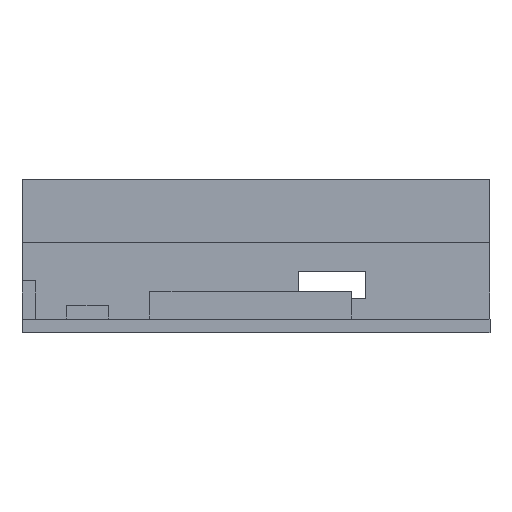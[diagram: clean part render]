
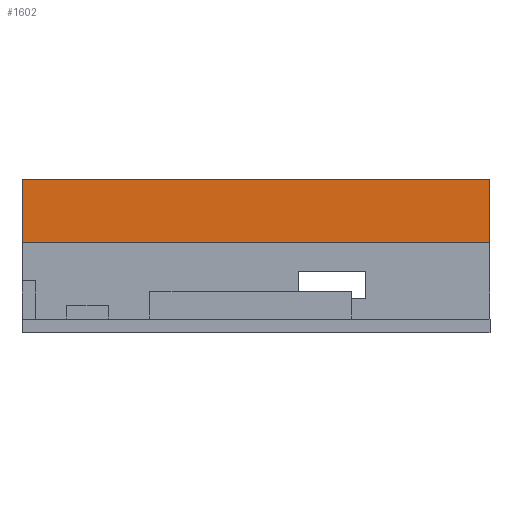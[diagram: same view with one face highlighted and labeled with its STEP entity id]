
A CAD part, front view. The second image highlights one B-rep face of the part: STEP entity #1602.
In plain terms, the highlighted planar face has unit normal (0, -1, 0).
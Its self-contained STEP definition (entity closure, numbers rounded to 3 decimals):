
#77 = VERTEX_POINT ( 'NONE', #179 ) ;
#97 = VERTEX_POINT ( 'NONE', #167 ) ;
#167 = CARTESIAN_POINT ( 'NONE',  ( 67.5, 0.5, 22.2 ) ) ;
#176 = LINE ( 'NONE', #1002, #1347 ) ;
#179 = CARTESIAN_POINT ( 'NONE',  ( 0., 0.5, 22.2 ) ) ;
#232 = CARTESIAN_POINT ( 'NONE',  ( 0., 0.5, 13. ) ) ;
#345 = DIRECTION ( 'NONE',  ( 0., 0., 1. ) ) ;
#546 = DIRECTION ( 'NONE',  ( -1., 0., 0. ) ) ;
#591 = EDGE_CURVE ( 'NONE', #2095, #1525, #176, .T. ) ;
#746 = ORIENTED_EDGE ( 'NONE', *, *, #1593, .T. ) ;
#840 = EDGE_CURVE ( 'NONE', #1525, #77, #970, .T. ) ;
#889 = CARTESIAN_POINT ( 'NONE',  ( 67.5, 0.5, 13. ) ) ;
#953 = DIRECTION ( 'NONE',  ( -1., 0., 0. ) ) ;
#970 = LINE ( 'NONE', #1535, #1774 ) ;
#1002 = CARTESIAN_POINT ( 'NONE',  ( 0., 0.5, 13. ) ) ;
#1118 = LINE ( 'NONE', #1731, #2296 ) ;
#1180 = EDGE_CURVE ( 'NONE', #97, #77, #1118, .T. ) ;
#1310 = VECTOR ( 'NONE', #1975, 1000. ) ;
#1347 = VECTOR ( 'NONE', #546, 1000. ) ;
#1360 = PLANE ( 'NONE',  #1863 ) ;
#1525 = VERTEX_POINT ( 'NONE', #232 ) ;
#1535 = CARTESIAN_POINT ( 'NONE',  ( 0., 0.5, 13. ) ) ;
#1593 = EDGE_CURVE ( 'NONE', #2095, #97, #1600, .T. ) ;
#1600 = LINE ( 'NONE', #2189, #1310 ) ;
#1602 = ADVANCED_FACE ( 'NONE', ( #2372 ), #1360, .F. ) ;
#1696 = ORIENTED_EDGE ( 'NONE', *, *, #840, .F. ) ;
#1715 = EDGE_LOOP ( 'NONE', ( #2650, #1696, #2411, #746 ) ) ;
#1718 = CARTESIAN_POINT ( 'NONE',  ( 0., 0.5, 13. ) ) ;
#1731 = CARTESIAN_POINT ( 'NONE',  ( 0., 0.5, 22.2 ) ) ;
#1774 = VECTOR ( 'NONE', #345, 1000. ) ;
#1863 = AXIS2_PLACEMENT_3D ( 'NONE', #1718, #2186, #1961 ) ;
#1961 = DIRECTION ( 'NONE',  ( 0., 0., 1. ) ) ;
#1975 = DIRECTION ( 'NONE',  ( 0., 0., 1. ) ) ;
#2095 = VERTEX_POINT ( 'NONE', #889 ) ;
#2186 = DIRECTION ( 'NONE',  ( 0., 1., 0. ) ) ;
#2189 = CARTESIAN_POINT ( 'NONE',  ( 67.5, 0.5, 13. ) ) ;
#2296 = VECTOR ( 'NONE', #953, 1000. ) ;
#2372 = FACE_OUTER_BOUND ( 'NONE', #1715, .T. ) ;
#2411 = ORIENTED_EDGE ( 'NONE', *, *, #591, .F. ) ;
#2650 = ORIENTED_EDGE ( 'NONE', *, *, #1180, .T. ) ;
